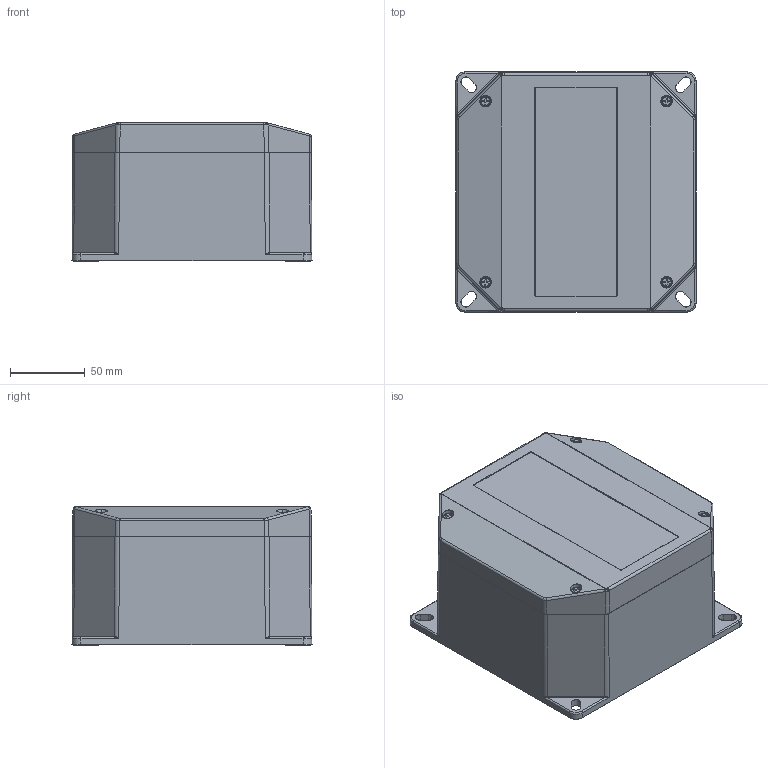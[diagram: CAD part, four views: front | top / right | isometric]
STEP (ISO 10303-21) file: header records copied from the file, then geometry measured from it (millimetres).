
FILE_DESCRIPTION (( 'STEP AP214' ), '1' );
FILE_NAME ('26880300.STEP', '2017-06-08T13:01:23', ( 'Macha' ), ( 'Hewlett-Packard Company' ), 'SwSTEP 2.0', 'SolidWorks 2015', '' );
FILE_SCHEMA (( 'AUTOMOTIVE_DESIGN' ));
Length unit declared in the file: millimetre
Products named in the file (6): 82014_570; 93133; 23003_Deckel; 23003_Unterteil; 26880300; 92684
Assembly tree (8 placements, depth 2):
  26880300
    23003_Unterteil
    23003_Deckel
    93133  x4
    82014_570
    92684
Bounding box: 161 x 161 x 93 mm (x, y, z)
Volume: 512503.9 mm3; surface area: 212818.8 mm2
Topology: 18 solids, 18 shells, 2354 faces, 5642 edges, 3351 vertices
Faces by surface type: plane 673, cylinder 599, bspline 433, torus 349, cone 280, sphere 20
Entity records: 85371 total; most frequent: CARTESIAN_POINT 34842, ORIENTED_EDGE 10776, DIRECTION 9406, EDGE_CURVE 5388, AXIS2_PLACEMENT_3D 3597, VERTEX_POINT 3225, EDGE_LOOP 2369, ADVANCED_FACE 2273
